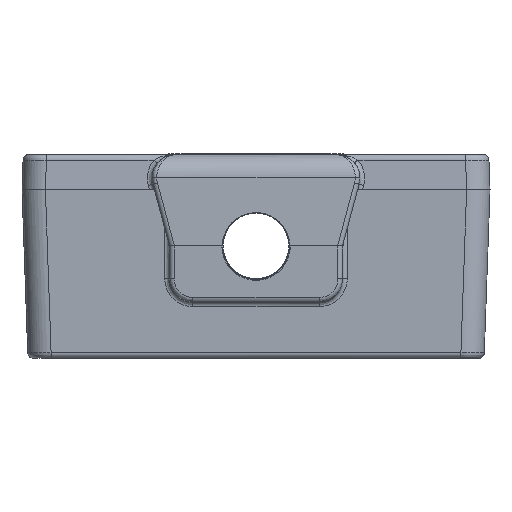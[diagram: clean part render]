
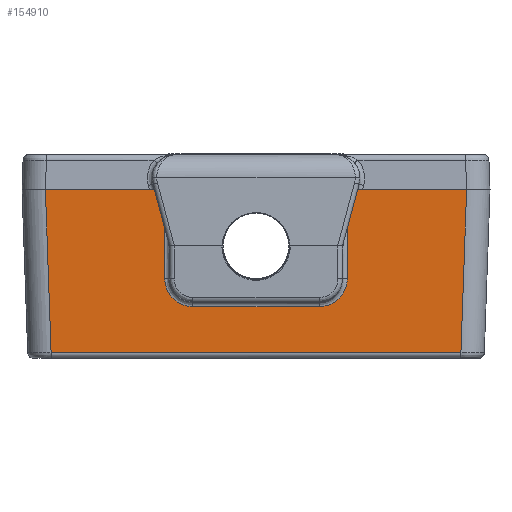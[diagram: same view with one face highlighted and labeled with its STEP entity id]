
A CAD part, left-side view. The second image highlights one B-rep face of the part: STEP entity #154910.
In plain terms, the highlighted planar face has unit normal (-1, 0, -0.018).
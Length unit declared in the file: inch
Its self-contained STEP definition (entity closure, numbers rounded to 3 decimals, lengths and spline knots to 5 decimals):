
#957 = LINE ( 'NONE', #193600, #45639 ) ;
#3203 = CARTESIAN_POINT ( 'NONE',  ( -2.26637, -0.4875, -0.0717 ) ) ;
#4363 = CARTESIAN_POINT ( 'NONE',  ( -2.26603, -0.4836, -0.09132 ) ) ;
#5340 = EDGE_CURVE ( 'NONE', #117605, #218542, #957, .T. ) ;
#8710 = ORIENTED_EDGE ( 'NONE', *, *, #230733, .F. ) ;
#8894 = DIRECTION ( 'NONE',  ( 0., -1., 0. ) ) ;
#13860 = CARTESIAN_POINT ( 'NONE',  ( -2.2641, 0.3375, -0.20206 ) ) ;
#17080 = ORIENTED_EDGE ( 'NONE', *, *, #158586, .F. ) ;
#17756 = VECTOR ( 'NONE', #209183, 39.37008 ) ;
#20203 = B_SPLINE_CURVE_WITH_KNOTS ( 'NONE', 3,
 ( #112485, #183668, #23730, #160432, #78666, #224386, #118222, #42384, #184811, #98464 ),
 .UNSPECIFIED., .F., .F.,
 ( 4, 2, 2, 2, 4 ),
 ( 0., 0.25, 0.5, 0.75, 1. ),
 .UNSPECIFIED. ) ;
#23730 = CARTESIAN_POINT ( 'NONE',  ( -2.26603, 0.4836, -0.09133 ) ) ;
#23904 = AXIS2_PLACEMENT_3D ( 'NONE', #120789, #87006, #30885 ) ;
#25275 = CARTESIAN_POINT ( 'NONE',  ( -2.26462, -0.42967, -0.17199 ) ) ;
#28285 = LINE ( 'NONE', #134525, #190366 ) ;
#30885 = DIRECTION ( 'NONE',  ( 0.017, 0., -1. ) ) ;
#31794 = ORIENTED_EDGE ( 'NONE', *, *, #202575, .F. ) ;
#38015 = LINE ( 'NONE', #210891, #140571 ) ;
#40283 = VERTEX_POINT ( 'NONE', #147931 ) ;
#40439 = CARTESIAN_POINT ( 'NONE',  ( -2.2654, -0.46858, -0.12761 ) ) ;
#42384 = CARTESIAN_POINT ( 'NONE',  ( -2.26417, 0.37676, -0.19816 ) ) ;
#45639 = VECTOR ( 'NONE', #212232, 39.37008 ) ;
#47084 = EDGE_LOOP ( 'NONE', ( #31794, #79822, #69576, #112389, #100233, #206833, #8710, #48278, #17080, #59836 ) ) ;
#47595 = CARTESIAN_POINT ( 'NONE',  ( -2.2598, -1.0946, -0.44802 ) ) ;
#48278 = ORIENTED_EDGE ( 'NONE', *, *, #50259, .F. ) ;
#50259 = EDGE_CURVE ( 'NONE', #93259, #171908, #168761, .T. ) ;
#56884 = CARTESIAN_POINT ( 'NONE',  ( -2.2598, -0.6875, -0.44802 ) ) ;
#58965 = VERTEX_POINT ( 'NONE', #47595 ) ;
#59206 = CARTESIAN_POINT ( 'NONE',  ( -2.2641, -0.35714, -0.20203 ) ) ;
#59836 = ORIENTED_EDGE ( 'NONE', *, *, #5340, .F. ) ;
#61640 = B_SPLINE_CURVE_WITH_KNOTS ( 'NONE', 3,
 ( #114019, #59206, #219122, #75604, #25275, #109455, #40439, #4363, #3203, #126919 ),
 .UNSPECIFIED., .F., .F.,
 ( 4, 2, 2, 2, 4 ),
 ( 0., 0.25, 0.5, 0.75, 1. ),
 .UNSPECIFIED. ) ;
#69576 = ORIENTED_EDGE ( 'NONE', *, *, #149196, .F. ) ;
#70413 = CARTESIAN_POINT ( 'NONE',  ( -2.25977, 1.0946, -0.44802 ) ) ;
#70982 = EDGE_CURVE ( 'NONE', #118879, #197332, #28285, .T. ) ;
#71487 = VECTOR ( 'NONE', #123513, 39.37008 ) ;
#75604 = CARTESIAN_POINT ( 'NONE',  ( -2.26443, -0.41306, -0.18317 ) ) ;
#75696 = CARTESIAN_POINT ( 'NONE',  ( -2.2641, -0.3375, -0.20206 ) ) ;
#77857 = CARTESIAN_POINT ( 'NONE',  ( -2.2641, -1.375, -0.20206 ) ) ;
#78666 = CARTESIAN_POINT ( 'NONE',  ( -2.26511, 0.45743, -0.14423 ) ) ;
#79224 = FACE_OUTER_BOUND ( 'NONE', #47084, .T. ) ;
#79822 = ORIENTED_EDGE ( 'NONE', *, *, #70982, .F. ) ;
#81746 = VECTOR ( 'NONE', #8894, 39.37008 ) ;
#86263 = CARTESIAN_POINT ( 'NONE',  ( -2.275, -1.375, 0.4225 ) ) ;
#87006 = DIRECTION ( 'NONE',  ( 1., 0., 0.017 ) ) ;
#89501 = VECTOR ( 'NONE', #165360, 39.37008 ) ;
#91976 = LINE ( 'NONE', #56884, #89501 ) ;
#93259 = VERTEX_POINT ( 'NONE', #13860 ) ;
#95516 = CARTESIAN_POINT ( 'NONE',  ( -2.275, -1.375, 0.4225 ) ) ;
#98464 = CARTESIAN_POINT ( 'NONE',  ( -2.2641, 0.3375, -0.20206 ) ) ;
#100233 = ORIENTED_EDGE ( 'NONE', *, *, #222740, .F. ) ;
#103748 = LINE ( 'NONE', #86263, #71487 ) ;
#106499 = CARTESIAN_POINT ( 'NONE',  ( -2.25184, -1.07867, -0.90408 ) ) ;
#109455 = CARTESIAN_POINT ( 'NONE',  ( -2.26511, -0.45745, -0.14424 ) ) ;
#112389 = ORIENTED_EDGE ( 'NONE', *, *, #189689, .F. ) ;
#112485 = CARTESIAN_POINT ( 'NONE',  ( -2.26672, 0.4875, -0.05206 ) ) ;
#114019 = CARTESIAN_POINT ( 'NONE',  ( -2.2641, -0.3375, -0.20206 ) ) ;
#114114 = DIRECTION ( 'NONE',  ( 0., -1., 0. ) ) ;
#115255 = LINE ( 'NONE', #95516, #202397 ) ;
#117605 = VERTEX_POINT ( 'NONE', #126437 ) ;
#118222 = CARTESIAN_POINT ( 'NONE',  ( -2.26443, 0.41305, -0.18314 ) ) ;
#118879 = VERTEX_POINT ( 'NONE', #70413 ) ;
#120789 = CARTESIAN_POINT ( 'NONE',  ( -2.25161, -1.375, -0.91765 ) ) ;
#122087 = CARTESIAN_POINT ( 'NONE',  ( -2.275, -0.4875, 0.4225 ) ) ;
#123513 = DIRECTION ( 'NONE',  ( 0., -1., 0. ) ) ;
#123957 = LINE ( 'NONE', #106499, #17756 ) ;
#126437 = CARTESIAN_POINT ( 'NONE',  ( -2.275, 0.4875, 0.4225 ) ) ;
#126919 = CARTESIAN_POINT ( 'NONE',  ( -2.26672, -0.4875, -0.05206 ) ) ;
#134525 = CARTESIAN_POINT ( 'NONE',  ( -2.2598, 1.0946, -0.44802 ) ) ;
#140571 = VECTOR ( 'NONE', #161792, 39.37008 ) ;
#147931 = CARTESIAN_POINT ( 'NONE',  ( -2.275, -1.125, 0.4225 ) ) ;
#149196 = EDGE_CURVE ( 'NONE', #58965, #118879, #91976, .T. ) ;
#150316 = PLANE ( 'NONE',  #23904 ) ;
#154910 = ADVANCED_FACE ( 'NONE', ( #79224 ), #150316, .F. ) ;
#158586 = EDGE_CURVE ( 'NONE', #218542, #93259, #20203, .T. ) ;
#160432 = CARTESIAN_POINT ( 'NONE',  ( -2.2654, 0.46861, -0.12763 ) ) ;
#161792 = DIRECTION ( 'NONE',  ( -0.017, 0., 1. ) ) ;
#165360 = DIRECTION ( 'NONE',  ( 0., 1., 0. ) ) ;
#168761 = LINE ( 'NONE', #77857, #81746 ) ;
#171908 = VERTEX_POINT ( 'NONE', #75696 ) ;
#174379 = CARTESIAN_POINT ( 'NONE',  ( -2.26672, -0.4875, -0.05206 ) ) ;
#176870 = CARTESIAN_POINT ( 'NONE',  ( -2.26672, 0.4875, -0.05206 ) ) ;
#183668 = CARTESIAN_POINT ( 'NONE',  ( -2.26637, 0.48746, -0.0717 ) ) ;
#184811 = CARTESIAN_POINT ( 'NONE',  ( -2.2641, 0.35713, -0.20207 ) ) ;
#189148 = EDGE_CURVE ( 'NONE', #228779, #194502, #38015, .T. ) ;
#189689 = EDGE_CURVE ( 'NONE', #40283, #58965, #123957, .T. ) ;
#190366 = VECTOR ( 'NONE', #205741, 39.37008 ) ;
#193600 = CARTESIAN_POINT ( 'NONE',  ( -2.25161, 0.4875, -0.91765 ) ) ;
#194502 = VERTEX_POINT ( 'NONE', #122087 ) ;
#197332 = VERTEX_POINT ( 'NONE', #198526 ) ;
#198526 = CARTESIAN_POINT ( 'NONE',  ( -2.275, 1.125, 0.4225 ) ) ;
#202397 = VECTOR ( 'NONE', #114114, 39.37008 ) ;
#202575 = EDGE_CURVE ( 'NONE', #197332, #117605, #115255, .T. ) ;
#205741 = DIRECTION ( 'NONE',  ( -0.017, 0.035, 0.999 ) ) ;
#206833 = ORIENTED_EDGE ( 'NONE', *, *, #189148, .F. ) ;
#209183 = DIRECTION ( 'NONE',  ( 0.017, 0.035, -0.999 ) ) ;
#210891 = CARTESIAN_POINT ( 'NONE',  ( -2.25161, -0.4875, -0.91765 ) ) ;
#212232 = DIRECTION ( 'NONE',  ( 0.017, 0., -1. ) ) ;
#218542 = VERTEX_POINT ( 'NONE', #176870 ) ;
#219122 = CARTESIAN_POINT ( 'NONE',  ( -2.26417, -0.37677, -0.19816 ) ) ;
#222740 = EDGE_CURVE ( 'NONE', #194502, #40283, #103748, .T. ) ;
#224386 = CARTESIAN_POINT ( 'NONE',  ( -2.26462, 0.42968, -0.17202 ) ) ;
#228779 = VERTEX_POINT ( 'NONE', #174379 ) ;
#230733 = EDGE_CURVE ( 'NONE', #171908, #228779, #61640, .T. ) ;
